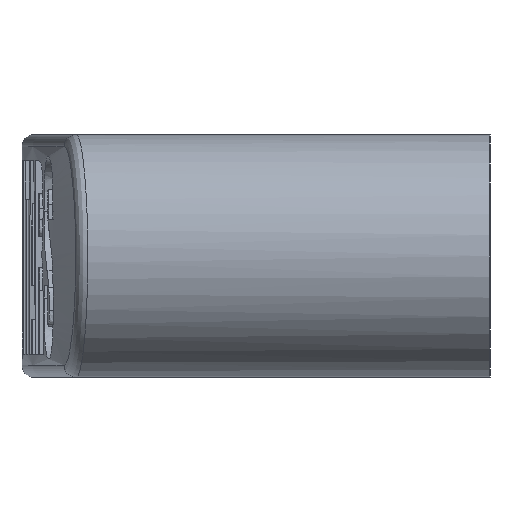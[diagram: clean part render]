
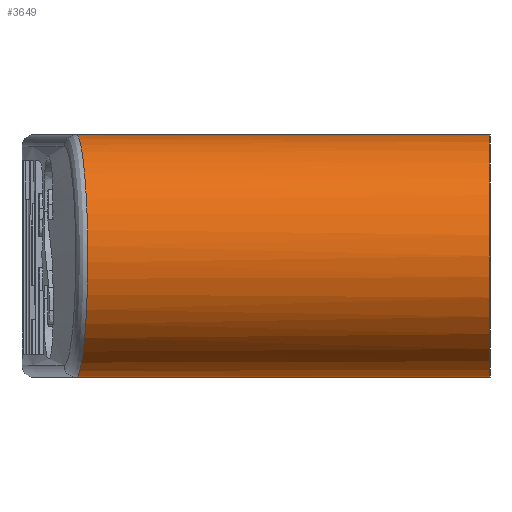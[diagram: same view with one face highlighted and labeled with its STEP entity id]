
A CAD part, left-side view. The second image highlights one B-rep face of the part: STEP entity #3649.
In plain terms, the highlighted cylindrical face has radius 5 mm (diameter 10 mm), a full revolution.
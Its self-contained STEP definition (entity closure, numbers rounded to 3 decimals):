
#278=B_SPLINE_CURVE_WITH_KNOTS('',3,(#8430,#8431,#8432,#8433,#8434,#8435,
#8436),.UNSPECIFIED.,.F.,.F.,(4,1,1,1,4),(-1.418,-1.013,
-0.608,-0.203,0.),.UNSPECIFIED.);
#565=FACE_OUTER_BOUND('',#783,.T.);
#783=EDGE_LOOP('',(#3387,#3388,#3389,#3390,#3391,#3392,#3393,#3394));
#1055=LINE('',#8334,#1331);
#1061=LINE('',#8384,#1337);
#1064=LINE('',#8502,#1340);
#1331=VECTOR('',#4528,10.);
#1337=VECTOR('',#4562,10.);
#1340=VECTOR('',#4591,5.);
#1434=CIRCLE('',#3870,5.);
#1437=CIRCLE('',#3877,5.);
#1442=CIRCLE('',#3885,5.);
#1784=VERTEX_POINT('',#8331);
#1785=VERTEX_POINT('',#8333);
#1793=VERTEX_POINT('',#8372);
#1794=VERTEX_POINT('',#8374);
#1797=VERTEX_POINT('',#8382);
#1799=VERTEX_POINT('',#8500);
#2307=EDGE_CURVE('',#1785,#1784,#1055,.T.);
#2319=EDGE_CURVE('',#1793,#1794,#1434,.T.);
#2324=EDGE_CURVE('',#1793,#1797,#1061,.T.);
#2328=EDGE_CURVE('',#1794,#1784,#1437,.T.);
#2331=EDGE_CURVE('',#1785,#1797,#278,.T.);
#2336=EDGE_CURVE('',#1799,#1799,#1442,.T.);
#2337=EDGE_CURVE('',#1799,#1794,#1064,.T.);
#3387=ORIENTED_EDGE('',*,*,#2336,.F.);
#3388=ORIENTED_EDGE('',*,*,#2337,.T.);
#3389=ORIENTED_EDGE('',*,*,#2319,.F.);
#3390=ORIENTED_EDGE('',*,*,#2324,.T.);
#3391=ORIENTED_EDGE('',*,*,#2331,.F.);
#3392=ORIENTED_EDGE('',*,*,#2307,.T.);
#3393=ORIENTED_EDGE('',*,*,#2328,.F.);
#3394=ORIENTED_EDGE('',*,*,#2337,.F.);
#3451=CYLINDRICAL_SURFACE('',#3884,5.);
#3649=ADVANCED_FACE('',(#565),#3451,.T.);
#3870=AXIS2_PLACEMENT_3D('',#8375,#4553,#4554);
#3877=AXIS2_PLACEMENT_3D('',#8391,#4573,#4574);
#3884=AXIS2_PLACEMENT_3D('',#8499,#4587,#4588);
#3885=AXIS2_PLACEMENT_3D('',#8501,#4589,#4590);
#4528=DIRECTION('',(0.,-1.,0.));
#4553=DIRECTION('center_axis',(0.,1.,0.));
#4554=DIRECTION('ref_axis',(-1.,0.,0.));
#4562=DIRECTION('',(0.,1.,0.));
#4573=DIRECTION('center_axis',(0.,1.,0.));
#4574=DIRECTION('ref_axis',(-1.,0.,0.));
#4587=DIRECTION('center_axis',(0.,-1.,0.));
#4588=DIRECTION('ref_axis',(-1.,0.,0.));
#4589=DIRECTION('center_axis',(0.,-1.,0.));
#4590=DIRECTION('ref_axis',(-1.,0.,0.));
#4591=DIRECTION('',(0.,1.,0.));
#8331=CARTESIAN_POINT('',(-35.,0.,0.));
#8333=CARTESIAN_POINT('',(-35.,5.029,0.));
#8334=CARTESIAN_POINT('',(-35.,3.886,0.));
#8372=CARTESIAN_POINT('',(-35.,0.,10.));
#8374=CARTESIAN_POINT('',(-30.,0.,5.));
#8375=CARTESIAN_POINT('Origin',(-35.,0.,5.));
#8382=CARTESIAN_POINT('',(-35.,5.029,10.));
#8384=CARTESIAN_POINT('',(-35.,3.886,10.));
#8391=CARTESIAN_POINT('Origin',(-35.,0.,5.));
#8430=CARTESIAN_POINT('Ctrl Pts',(-35.,5.029,0.));
#8431=CARTESIAN_POINT('Ctrl Pts',(-36.493,4.895,0.));
#8432=CARTESIAN_POINT('Ctrl Pts',(-39.467,4.609,1.425));
#8433=CARTESIAN_POINT('Ctrl Pts',(-40.584,4.493,6.284));
#8434=CARTESIAN_POINT('Ctrl Pts',(-37.993,4.755,9.511));
#8435=CARTESIAN_POINT('Ctrl Pts',(-35.746,4.962,10.));
#8436=CARTESIAN_POINT('Ctrl Pts',(-35.,5.029,10.));
#8499=CARTESIAN_POINT('Origin',(-35.,0.,5.));
#8500=CARTESIAN_POINT('',(-30.,-12.,5.));
#8501=CARTESIAN_POINT('Origin',(-35.,-12.,5.));
#8502=CARTESIAN_POINT('',(-30.,0.,5.));
